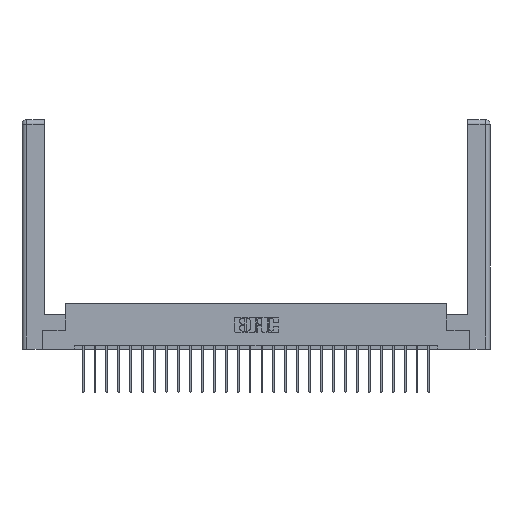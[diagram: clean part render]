
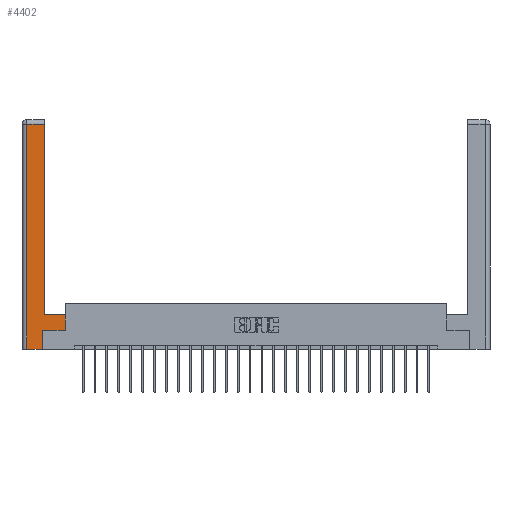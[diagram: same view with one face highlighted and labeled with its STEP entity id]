
A CAD part, top view. The second image highlights one B-rep face of the part: STEP entity #4402.
In plain terms, the highlighted planar face has unit normal (0, 0, 1).
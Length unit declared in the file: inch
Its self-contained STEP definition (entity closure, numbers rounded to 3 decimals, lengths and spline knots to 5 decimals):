
#752 = EDGE_CURVE ( 'NONE', #20756, #20034, #26456, .T. ) ;
#1589 = ORIENTED_EDGE ( 'NONE', *, *, #9508, .T. ) ;
#2527 = CARTESIAN_POINT ( 'NONE',  ( 0.265, 0., 0. ) ) ;
#2559 = CARTESIAN_POINT ( 'NONE',  ( 0.0615, 0., 0. ) ) ;
#2682 = DIRECTION ( 'NONE',  ( 0., 1., 0. ) ) ;
#2870 = VECTOR ( 'NONE', #10317, 39.37008 ) ;
#2912 = PLANE ( 'NONE',  #21763 ) ;
#3427 = EDGE_CURVE ( 'NONE', #13643, #25306, #24302, .T. ) ;
#4402 = ADVANCED_FACE ( 'NONE', ( #21714 ), #2912, .F. ) ;
#4429 = DIRECTION ( 'NONE',  ( 0., -1., 0. ) ) ;
#5937 = CARTESIAN_POINT ( 'NONE',  ( 0.265, 0.245, 0. ) ) ;
#6043 = CARTESIAN_POINT ( 'NONE',  ( 0.565, 0.45, 0. ) ) ;
#7062 = EDGE_CURVE ( 'NONE', #25180, #20756, #23198, .T. ) ;
#7172 = DIRECTION ( 'NONE',  ( 0., 0., -1. ) ) ;
#7491 = ORIENTED_EDGE ( 'NONE', *, *, #17809, .T. ) ;
#8128 = LINE ( 'NONE', #22662, #16790 ) ;
#9018 = CARTESIAN_POINT ( 'NONE',  ( 0.0615, 0., 0. ) ) ;
#9124 = VERTEX_POINT ( 'NONE', #23581 ) ;
#9508 = EDGE_CURVE ( 'NONE', #9124, #26005, #8128, .T. ) ;
#9833 = DIRECTION ( 'NONE',  ( -1., 0., 0. ) ) ;
#10090 = EDGE_CURVE ( 'NONE', #26005, #25180, #16758, .T. ) ;
#10314 = CARTESIAN_POINT ( 'NONE',  ( 0.295, 2.94, 0. ) ) ;
#10317 = DIRECTION ( 'NONE',  ( 0., 1., 0. ) ) ;
#10587 = EDGE_CURVE ( 'NONE', #20034, #21845, #25586, .T. ) ;
#10872 = ORIENTED_EDGE ( 'NONE', *, *, #7062, .T. ) ;
#11380 = VECTOR ( 'NONE', #25653, 39.37008 ) ;
#12810 = ORIENTED_EDGE ( 'NONE', *, *, #752, .T. ) ;
#13122 = VECTOR ( 'NONE', #2682, 39.37008 ) ;
#13549 = CARTESIAN_POINT ( 'NONE',  ( 0.265, 0.245, 0. ) ) ;
#13643 = VERTEX_POINT ( 'NONE', #5937 ) ;
#14233 = VECTOR ( 'NONE', #26667, 39.37008 ) ;
#14348 = CARTESIAN_POINT ( 'NONE',  ( 0.295, 0.45, 0. ) ) ;
#14868 = LINE ( 'NONE', #6043, #2870 ) ;
#14886 = VECTOR ( 'NONE', #4429, 39.37008 ) ;
#15537 = CARTESIAN_POINT ( 'NONE',  ( 0.565, 0.245, 0. ) ) ;
#15844 = CARTESIAN_POINT ( 'NONE',  ( 0.0615, 2.94, 0. ) ) ;
#16316 = DIRECTION ( 'NONE',  ( 0., 1., 0. ) ) ;
#16687 = ORIENTED_EDGE ( 'NONE', *, *, #3427, .T. ) ;
#16758 = LINE ( 'NONE', #23070, #24704 ) ;
#16790 = VECTOR ( 'NONE', #9833, 39.37008 ) ;
#17809 = EDGE_CURVE ( 'NONE', #21845, #13643, #18785, .T. ) ;
#18785 = LINE ( 'NONE', #13549, #13122 ) ;
#19535 = ORIENTED_EDGE ( 'NONE', *, *, #10587, .T. ) ;
#20034 = VERTEX_POINT ( 'NONE', #9018 ) ;
#20756 = VERTEX_POINT ( 'NONE', #26512 ) ;
#21282 = CARTESIAN_POINT ( 'NONE',  ( 0.565, 0.245, 0. ) ) ;
#21660 = ORIENTED_EDGE ( 'NONE', *, *, #10090, .T. ) ;
#21714 = FACE_OUTER_BOUND ( 'NONE', #24810, .T. ) ;
#21763 = AXIS2_PLACEMENT_3D ( 'NONE', #26206, #7172, #24068 ) ;
#21845 = VERTEX_POINT ( 'NONE', #2527 ) ;
#22027 = EDGE_CURVE ( 'NONE', #25306, #9124, #14868, .T. ) ;
#22662 = CARTESIAN_POINT ( 'NONE',  ( 0.295, 0.45, 0. ) ) ;
#22664 = DIRECTION ( 'NONE',  ( 1., 0., 0. ) ) ;
#23070 = CARTESIAN_POINT ( 'NONE',  ( 0.295, 3., 0. ) ) ;
#23198 = LINE ( 'NONE', #15844, #14233 ) ;
#23581 = CARTESIAN_POINT ( 'NONE',  ( 0.565, 0.45, 0. ) ) ;
#24068 = DIRECTION ( 'NONE',  ( -1., 0., 0. ) ) ;
#24250 = VECTOR ( 'NONE', #22664, 39.37008 ) ;
#24302 = LINE ( 'NONE', #15537, #11380 ) ;
#24704 = VECTOR ( 'NONE', #16316, 39.37008 ) ;
#24810 = EDGE_LOOP ( 'NONE', ( #21660, #10872, #12810, #19535, #7491, #16687, #25099, #1589 ) ) ;
#25099 = ORIENTED_EDGE ( 'NONE', *, *, #22027, .T. ) ;
#25180 = VERTEX_POINT ( 'NONE', #10314 ) ;
#25306 = VERTEX_POINT ( 'NONE', #21282 ) ;
#25586 = LINE ( 'NONE', #27002, #24250 ) ;
#25653 = DIRECTION ( 'NONE',  ( 1., 0., 0. ) ) ;
#26005 = VERTEX_POINT ( 'NONE', #14348 ) ;
#26206 = CARTESIAN_POINT ( 'NONE',  ( 0., 0., 0. ) ) ;
#26456 = LINE ( 'NONE', #2559, #14886 ) ;
#26512 = CARTESIAN_POINT ( 'NONE',  ( 0.0615, 2.94, 0. ) ) ;
#26667 = DIRECTION ( 'NONE',  ( -1., 0., 0. ) ) ;
#27002 = CARTESIAN_POINT ( 'NONE',  ( 0.265, 0., 0. ) ) ;
